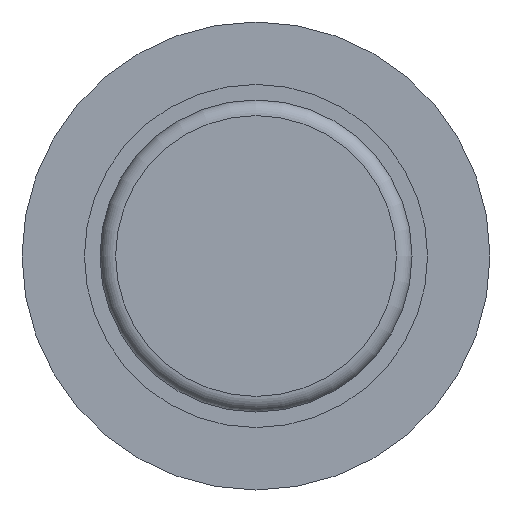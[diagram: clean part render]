
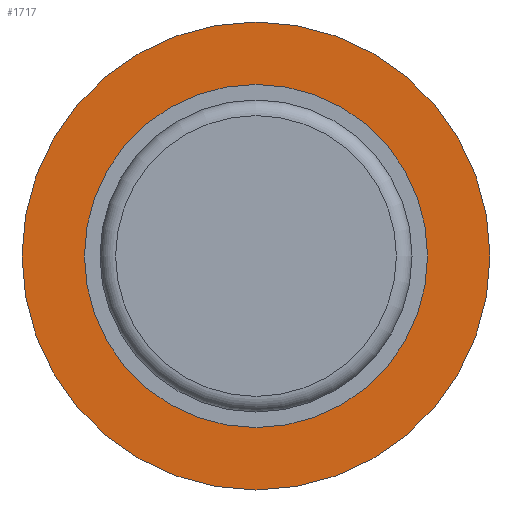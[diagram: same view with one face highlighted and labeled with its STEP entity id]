
A CAD part, front view. The second image highlights one B-rep face of the part: STEP entity #1717.
In plain terms, the highlighted planar face has unit normal (0, -1, 0).
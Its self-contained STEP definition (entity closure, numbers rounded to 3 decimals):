
#745=CIRCLE('',#1606,15.);
#746=CIRCLE('',#1608,11.);
#818=ORIENTED_EDGE('',*,*,#1019,.T.);
#819=ORIENTED_EDGE('',*,*,#1020,.F.);
#961=VERTEX_POINT('',#1471);
#962=VERTEX_POINT('',#1474);
#1019=EDGE_CURVE('',#961,#961,#745,.T.);
#1020=EDGE_CURVE('',#962,#962,#746,.T.);
#1082=EDGE_LOOP('',(#818));
#1083=EDGE_LOOP('',(#819));
#1154=FACE_BOUND('',#1082,.T.);
#1155=FACE_BOUND('',#1083,.T.);
#1267=DIRECTION('',(0.,-1.,0.));
#1268=DIRECTION('',(15.,0.,0.));
#1269=DIRECTION('',(0.,-1.,0.));
#1270=DIRECTION('',(-1.,0.,0.));
#1271=DIRECTION('',(0.,-1.,0.));
#1272=DIRECTION('',(11.,0.,0.));
#1471=CARTESIAN_POINT('',(15.,0.,0.));
#1472=CARTESIAN_POINT('',(0.,0.,0.));
#1473=CARTESIAN_POINT('',(11.,0.,0.));
#1474=CARTESIAN_POINT('',(11.,0.,0.));
#1475=CARTESIAN_POINT('',(0.,0.,0.));
#1606=AXIS2_PLACEMENT_3D('',#1472,#1267,#1268);
#1607=AXIS2_PLACEMENT_3D('',#1473,#1269,#1270);
#1608=AXIS2_PLACEMENT_3D('',#1475,#1271,#1272);
#1685=PLANE('',#1607);
#1717=ADVANCED_FACE('',(#1154,#1155),#1685,.T.);
